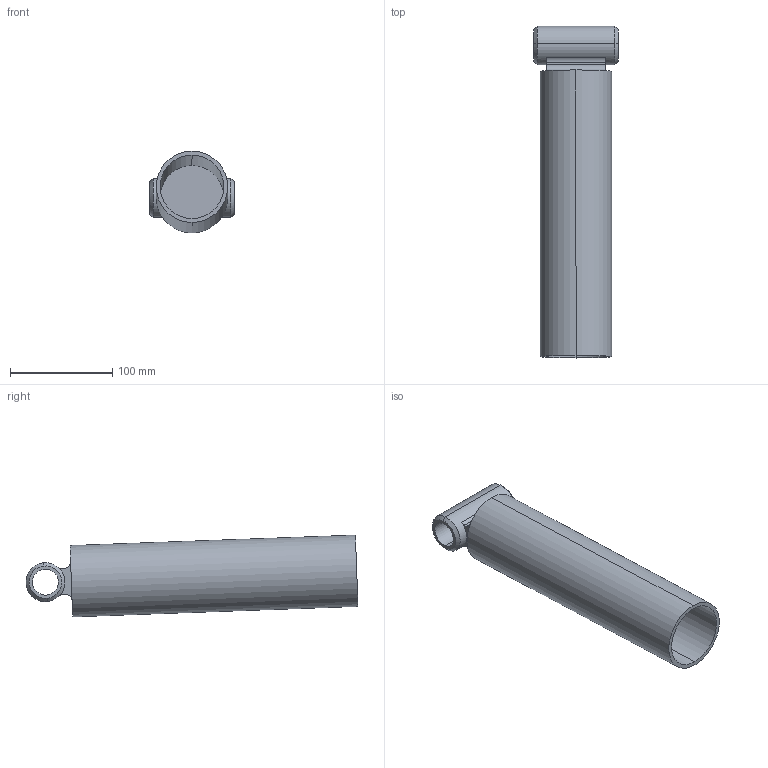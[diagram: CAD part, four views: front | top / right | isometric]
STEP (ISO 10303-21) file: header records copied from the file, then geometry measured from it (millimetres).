
FILE_DESCRIPTION (( 'STEP AP203' ), '1' );
FILE_NAME ('LeftToothbarActCyl_Primary.STEP', '2023-07-27T05:56:56', ( '' ), ( '' ), 'SwSTEP 2.0', 'SolidWorks 2021', '' );
FILE_SCHEMA (( 'CONFIG_CONTROL_DESIGN' ));
Length unit declared in the file: centimetre
Products named in the file (5): Part 4-1; Grapple Cylinder _1_; Lift Arm _1_; Grapple Rake _1_; LeftToothbarActCyl_Primary
Assembly tree (4 placements, depth 5):
  LeftToothbarActCyl_Primary
    Lift Arm _1_
      Grapple Rake _1_
        Grapple Cylinder _1_
          Part 4-1
Bounding box: 82.55 x 324.87 x 80.01 mm (x, y, z)
Volume: 296328.4 mm3; surface area: 138414 mm2
Topology: 1 solids, 1 shells, 26 faces, 59 edges, 38 vertices
Faces by surface type: cylinder 13, plane 9, cone 4
Entity records: 1282 total; most frequent: DIRECTION 163, CARTESIAN_POINT 133, ORIENTED_EDGE 118, AXIS2_PLACEMENT_3D 68, EDGE_CURVE 59, PERSON_AND_ORGANIZATION 44, VERTEX_POINT 38, LOCAL_TIME 33
